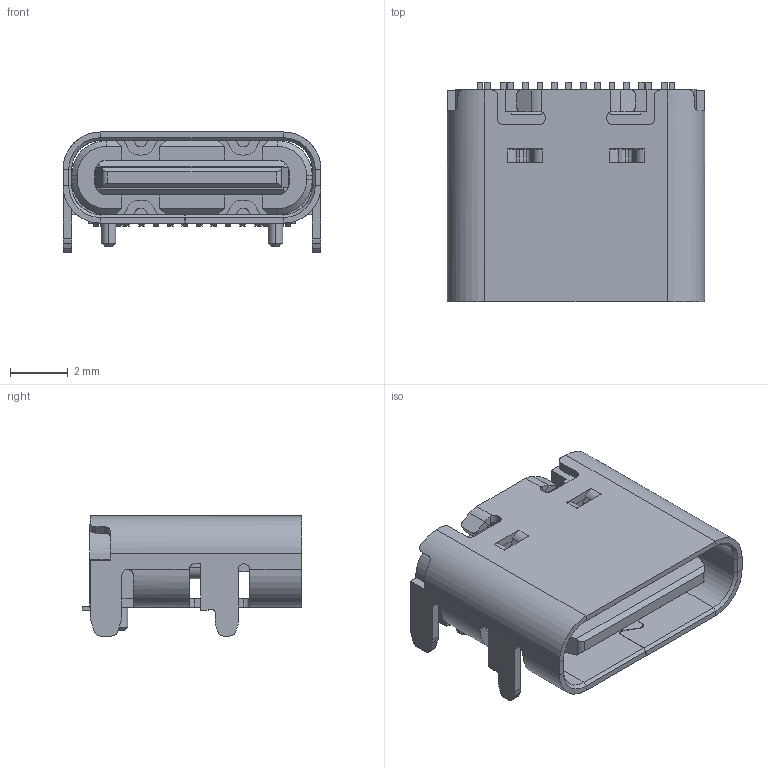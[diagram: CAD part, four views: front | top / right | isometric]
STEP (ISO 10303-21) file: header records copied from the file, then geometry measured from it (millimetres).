
FILE_DESCRIPTION(('FreeCAD Model'),'2;1');
FILE_NAME('Open CASCADE Shape Model','2025-07-13T14:48:00',( 'kicad StepUp'),('ksu MCAD'),'Open CASCADE STEP processor 7.8', 'FreeCAD','Unknown');
FILE_SCHEMA(('AUTOMOTIVE_DESIGN { 1 0 10303 214 1 1 1 1 }'));
Length unit declared in the file: millimetre
Products named in the file (1): 5077CR-16SMC2-BK-TR019
Bounding box: 8.94 x 7.6 x 4.16 mm (x, y, z)
Volume: 116.9 mm3; surface area: 439.2 mm2
Topology: 1 solids, 1 shells, 518 faces, 1475 edges, 942 vertices
Faces by surface type: plane 332, cylinder 174, cone 12
Entity records: 21840 total; most frequent: CARTESIAN_POINT 3514, ORIENTED_EDGE 2950, DIRECTION 2777, EDGE_CURVE 1475, LINE 1095, VECTOR 1095, VERTEX_POINT 942, AXIS2_PLACEMENT_3D 841
